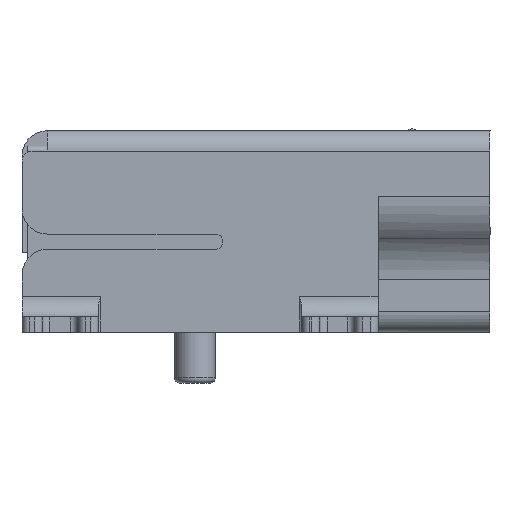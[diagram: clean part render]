
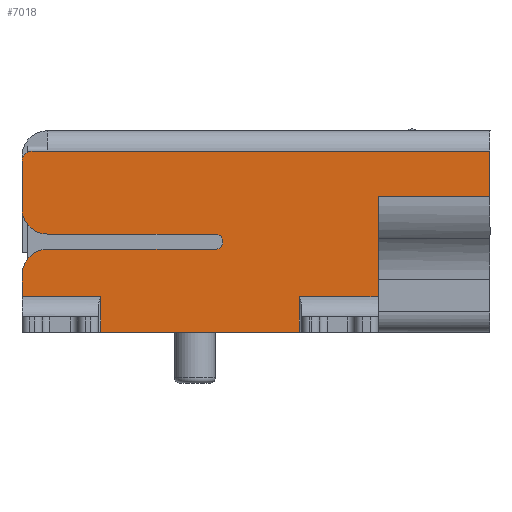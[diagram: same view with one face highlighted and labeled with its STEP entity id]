
A CAD part, left-side view. The second image highlights one B-rep face of the part: STEP entity #7018.
In plain terms, the highlighted planar face has unit normal (-1, 0, 0).
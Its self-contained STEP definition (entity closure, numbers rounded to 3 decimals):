
#13=DIRECTION('',(0.,0.,1.));
#14=DIRECTION('',(1.,0.,-0.));
#500=DIRECTION('',(1.,0.,0.));
#623=DIRECTION('',(0.,1.,0.));
#631=DIRECTION('',(-1.,0.,0.));
#926=DIRECTION('',(0.,0.,-1.));
#3947=VECTOR('',#3948,1.);
#3948=DIRECTION('',(0.,1.,0.));
#5544=VECTOR('',#5545,1.);
#5545=DIRECTION('',(0.,0.,1.));
#5575=VERTEX_POINT('',#5576);
#5576=CARTESIAN_POINT('',(-3.86,-5.8,3.56));
#5578=ORIENTED_EDGE('',*,*,#5579,.F.);
#5579=EDGE_CURVE('',#5580,#5575,#5582,.T.);
#5580=VERTEX_POINT('',#5581);
#5581=CARTESIAN_POINT('',(-3.86,-5.8,2.66));
#5582=LINE('',#5581,#5544);
#5619=VECTOR('',#5620,1.);
#5620=DIRECTION('',(0.,1.,0.));
#6050=VECTOR('',#6051,1.);
#6051=DIRECTION('',(0.,0.,-1.));
#6604=DIRECTION('',(-0.,-1.,-0.));
#6610=VERTEX_POINT('',#6611);
#6611=CARTESIAN_POINT('',(-3.86,2.9,3.56));
#6665=DIRECTION('',(-1.,-0.,-0.));
#6908=VECTOR('',#6909,1.);
#6909=DIRECTION('',(0.,0.,1.));
#6941=VECTOR('',#6942,1.);
#6942=DIRECTION('',(0.,0.,1.));
#7009=ORIENTED_EDGE('',*,*,#7010,.F.);
#7010=EDGE_CURVE('',#5575,#6610,#7011,.T.);
#7011=LINE('',#7012,#5619);
#7012=CARTESIAN_POINT('',(-3.86,-3.6,3.56));
#7018=ADVANCED_FACE('',(#7019),#7110,.T.);
#7019=FACE_BOUND('',#7020,.F.);
#7020=EDGE_LOOP('',(#7021,#7029,#7036,#7009,#5578,#7038,#7043,    #7048,#7053,#7059,#7064,#7070,#7074,#7078,#7085,#7092,    #7099,#7105));
#7021=ORIENTED_EDGE('',*,*,#7022,.T.);
#7022=EDGE_CURVE('',#7023,#7025,#7027,.T.);
#7023=VERTEX_POINT('',#7024);
#7024=CARTESIAN_POINT('',(-3.86,3.4,2.43));
#7025=VERTEX_POINT('',#7026);
#7026=CARTESIAN_POINT('',(-3.86,3.4,3.36));
#7027=LINE('',#7028,#6908);
#7028=CARTESIAN_POINT('',(-3.86,3.4,2.66));
#7029=ORIENTED_EDGE('',*,*,#7030,.T.);
#7030=EDGE_CURVE('',#7025,#7031,#7033,.T.);
#7031=VERTEX_POINT('',#7032);
#7032=CARTESIAN_POINT('',(-3.86,3.2,3.56));
#7033=CIRCLE('',#7034,0.2);
#7034=AXIS2_PLACEMENT_3D('',#7035,#14,#13);
#7035=CARTESIAN_POINT('',(-3.86,3.2,3.36));
#7036=ORIENTED_EDGE('',*,*,#7037,.F.);
#7037=EDGE_CURVE('',#6610,#7031,#7011,.T.);
#7038=ORIENTED_EDGE('',*,*,#7039,.T.);
#7039=EDGE_CURVE('',#5580,#7040,#7042,.T.);
#7040=VERTEX_POINT('',#7041);
#7041=CARTESIAN_POINT('',(-3.86,-3.6,2.66));
#7042=LINE('',#5581,#3947);
#7043=ORIENTED_EDGE('',*,*,#7044,.T.);
#7044=EDGE_CURVE('',#7040,#7045,#7047,.T.);
#7045=VERTEX_POINT('',#7046);
#7046=CARTESIAN_POINT('',(-3.86,-3.6,0.7));
#7047=LINE('',#7041,#6050);
#7048=ORIENTED_EDGE('',*,*,#7049,.T.);
#7049=EDGE_CURVE('',#7045,#7050,#7052,.T.);
#7050=VERTEX_POINT('',#7051);
#7051=CARTESIAN_POINT('',(-3.86,-2.05,0.7));
#7052=LINE('',#7046,#5619);
#7053=ORIENTED_EDGE('',*,*,#7054,.F.);
#7054=EDGE_CURVE('',#7055,#7050,#7057,.T.);
#7055=VERTEX_POINT('',#7056);
#7056=CARTESIAN_POINT('',(-3.86,-2.05,0.));
#7057=LINE('',#7058,#6941);
#7058=CARTESIAN_POINT('',(-3.86,-2.05,0.));
#7059=ORIENTED_EDGE('',*,*,#7060,.T.);
#7060=EDGE_CURVE('',#7055,#7061,#7063,.T.);
#7061=VERTEX_POINT('',#7062);
#7062=CARTESIAN_POINT('',(-3.86,1.85,0.));
#7063=LINE('',#7058,#5619);
#7064=ORIENTED_EDGE('',*,*,#7065,.T.);
#7065=EDGE_CURVE('',#7061,#7066,#7068,.T.);
#7066=VERTEX_POINT('',#7067);
#7067=CARTESIAN_POINT('',(-3.86,1.85,0.7));
#7068=LINE('',#7069,#6941);
#7069=CARTESIAN_POINT('',(-3.86,1.85,0.));
#7070=ORIENTED_EDGE('',*,*,#7071,.T.);
#7071=EDGE_CURVE('',#7066,#7072,#7052,.T.);
#7072=VERTEX_POINT('',#7073);
#7073=CARTESIAN_POINT('',(-3.86,3.4,0.7));
#7074=ORIENTED_EDGE('',*,*,#7075,.T.);
#7075=EDGE_CURVE('',#7072,#7076,#7027,.T.);
#7076=VERTEX_POINT('',#7077);
#7077=CARTESIAN_POINT('',(-3.86,3.4,1.13));
#7078=ORIENTED_EDGE('',*,*,#7079,.F.);
#7079=EDGE_CURVE('',#7080,#7076,#7082,.T.);
#7080=VERTEX_POINT('',#7081);
#7081=CARTESIAN_POINT('',(-3.86,2.9,1.63));
#7082=CIRCLE('',#7083,0.5);
#7083=AXIS2_PLACEMENT_3D('',#7084,#631,#13);
#7084=CARTESIAN_POINT('',(-3.86,2.9,1.13));
#7085=ORIENTED_EDGE('',*,*,#7086,.T.);
#7086=EDGE_CURVE('',#7080,#7087,#7089,.T.);
#7087=VERTEX_POINT('',#7088);
#7088=CARTESIAN_POINT('',(-3.86,-0.4,1.63));
#7089=LINE('',#7090,#7091);
#7090=CARTESIAN_POINT('',(-3.86,3.4,1.63));
#7091=VECTOR('',#6604,1.);
#7092=ORIENTED_EDGE('',*,*,#7093,.F.);
#7093=EDGE_CURVE('',#7094,#7087,#7096,.T.);
#7094=VERTEX_POINT('',#7095);
#7095=CARTESIAN_POINT('',(-3.86,-0.4,1.93));
#7096=CIRCLE('',#7097,0.15);
#7097=AXIS2_PLACEMENT_3D('',#7098,#500,#623);
#7098=CARTESIAN_POINT('',(-3.86,-0.4,1.78));
#7099=ORIENTED_EDGE('',*,*,#7100,.F.);
#7100=EDGE_CURVE('',#7101,#7094,#7103,.T.);
#7101=VERTEX_POINT('',#7102);
#7102=CARTESIAN_POINT('',(-3.86,2.9,1.93));
#7103=LINE('',#7104,#7091);
#7104=CARTESIAN_POINT('',(-3.86,3.4,1.93));
#7105=ORIENTED_EDGE('',*,*,#7106,.F.);
#7106=EDGE_CURVE('',#7023,#7101,#7107,.T.);
#7107=CIRCLE('',#7108,0.5);
#7108=AXIS2_PLACEMENT_3D('',#7109,#631,#13);
#7109=CARTESIAN_POINT('',(-3.86,2.9,2.43));
#7110=PLANE('',#7111);
#7111=AXIS2_PLACEMENT_3D('',#5581,#6665,#926);
